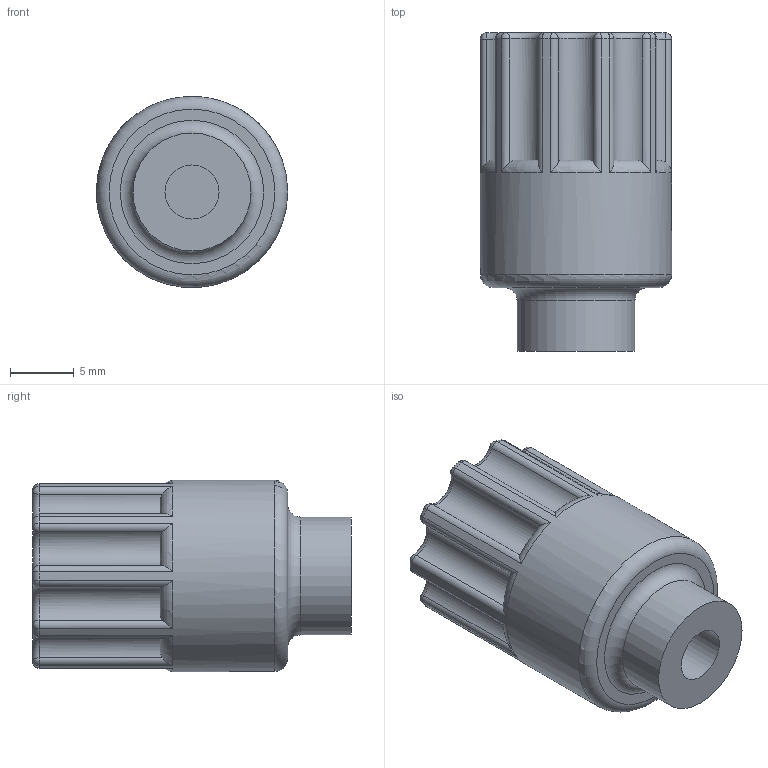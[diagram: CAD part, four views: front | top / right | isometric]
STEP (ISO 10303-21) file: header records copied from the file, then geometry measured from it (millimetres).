
FILE_DESCRIPTION(/* description */ ('STEP AP242','CAx-IF Rec.Pracs.---Representation and Presentation of Product Manufacturing Information (PMI)---4.0---2014-10-13','CAx-IF Rec.Pracs.---3D Tessellated Geometry---0.4---2014-09-14','2;1'),/* implementation_level */ '2;1');
FILE_NAME(/* name */ '67d60de1380151127f01d0e6',/* time_stamp */ '2025-03-15T23:31:46Z',/* author */ (''),/* organization */ (''),/* preprocessor_version */ 'ST-DEVELOPER v20',/* originating_system */ 'ONSHAPE BY PTC INC, 1.195',/* authorisation */ ' ');
FILE_SCHEMA (('AP242_MANAGED_MODEL_BASED_3D_ENGINEERING_MIM_LF { 1 0 10303 442 1 1 4 }'));
Length unit declared in the file: metre
Products named in the file (1): Adjustment knob Mk2
Bounding box: 15 x 25 x 15 mm (x, y, z)
Volume: 3166.1 mm3; surface area: 1827.1 mm2
Topology: 1 solids, 1 shells, 114 faces, 284 edges, 156 vertices
Faces by surface type: cylinder 35, torus 32, plane 27, sphere 20
Full cylindrical faces by diameter (mm): 4.25 x1, 9.25 x1, 15 x1
Entity records: 3239 total; most frequent: CARTESIAN_POINT 644, DIRECTION 587, ORIENTED_EDGE 512, EDGE_CURVE 256, AXIS2_PLACEMENT_3D 256, VERTEX_POINT 153, CIRCLE 141, EDGE_LOOP 123
